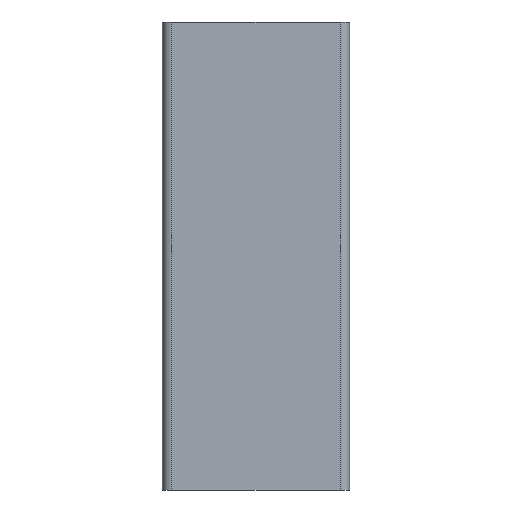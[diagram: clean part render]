
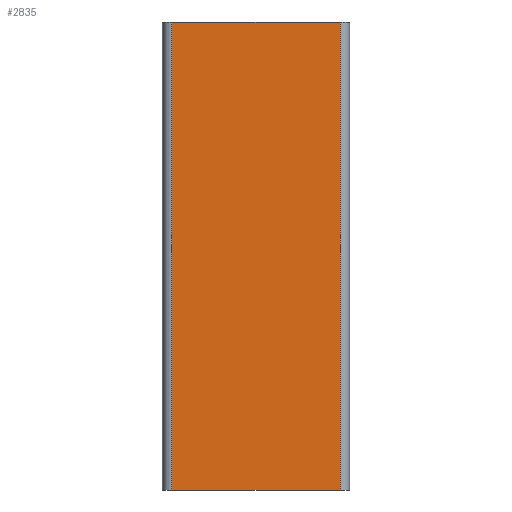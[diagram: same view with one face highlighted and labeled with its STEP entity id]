
A CAD part, left-side view. The second image highlights one B-rep face of the part: STEP entity #2835.
In plain terms, the highlighted planar face has unit normal (-1, 0, 0).
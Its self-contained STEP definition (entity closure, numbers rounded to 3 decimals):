
#366=FACE_OUTER_BOUND('',#507,.T.);
#507=EDGE_LOOP('',(#2323,#2324,#2325,#2326));
#801=LINE('',#4748,#1084);
#803=LINE('',#4754,#1086);
#804=LINE('',#4756,#1087);
#805=LINE('',#4757,#1088);
#1084=VECTOR('',#3908,100.);
#1086=VECTOR('',#3914,36.);
#1087=VECTOR('',#3915,100.);
#1088=VECTOR('',#3916,36.);
#1363=VERTEX_POINT('',#4745);
#1364=VERTEX_POINT('',#4747);
#1366=VERTEX_POINT('',#4753);
#1367=VERTEX_POINT('',#4755);
#1772=EDGE_CURVE('',#1364,#1363,#801,.T.);
#1775=EDGE_CURVE('',#1363,#1366,#803,.T.);
#1776=EDGE_CURVE('',#1367,#1366,#804,.T.);
#1777=EDGE_CURVE('',#1364,#1367,#805,.T.);
#2323=ORIENTED_EDGE('',*,*,#1775,.T.);
#2324=ORIENTED_EDGE('',*,*,#1776,.F.);
#2325=ORIENTED_EDGE('',*,*,#1777,.F.);
#2326=ORIENTED_EDGE('',*,*,#1772,.T.);
#2697=PLANE('',#3106);
#2835=ADVANCED_FACE('',(#366),#2697,.T.);
#3106=AXIS2_PLACEMENT_3D('',#4752,#3912,#3913);
#3908=DIRECTION('',(0.,0.,1.));
#3912=DIRECTION('center_axis',(-1.,0.,0.));
#3913=DIRECTION('ref_axis',(0.,-1.,0.));
#3914=DIRECTION('',(0.,1.,0.));
#3915=DIRECTION('',(0.,0.,1.));
#3916=DIRECTION('',(0.,1.,0.));
#4745=CARTESIAN_POINT('',(-20.,-18.,100.));
#4747=CARTESIAN_POINT('',(-20.,-18.,0.));
#4748=CARTESIAN_POINT('',(-20.,-18.,0.));
#4752=CARTESIAN_POINT('Origin',(-20.,18.,0.));
#4753=CARTESIAN_POINT('',(-20.,18.,100.));
#4754=CARTESIAN_POINT('',(-20.,9.,100.));
#4755=CARTESIAN_POINT('',(-20.,18.,0.));
#4756=CARTESIAN_POINT('',(-20.,18.,0.));
#4757=CARTESIAN_POINT('',(-20.,9.,0.));
